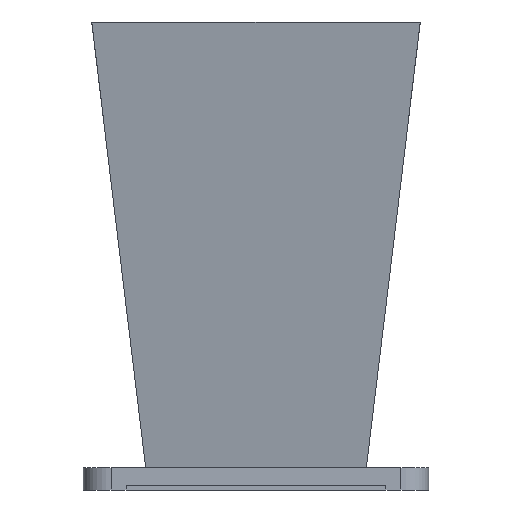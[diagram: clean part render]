
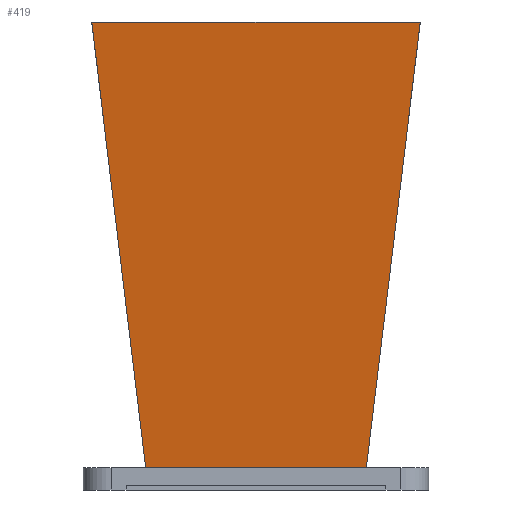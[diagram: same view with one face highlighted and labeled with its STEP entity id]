
A CAD part, front view. The second image highlights one B-rep face of the part: STEP entity #419.
In plain terms, the highlighted planar face has unit normal (0, -0.991, -0.134).
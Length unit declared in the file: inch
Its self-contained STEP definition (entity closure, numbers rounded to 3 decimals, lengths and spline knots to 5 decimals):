
#48 = DIRECTION ( 'NONE',  ( 0., 0.134, -0.991 ) ) ;
#91 = VERTEX_POINT ( 'NONE', #2737 ) ;
#232 = DIRECTION ( 'NONE',  ( 0., 0.991, 0.134 ) ) ;
#240 = CARTESIAN_POINT ( 'NONE',  ( 1.238, -0.6655, 0.25 ) ) ;
#272 = PLANE ( 'NONE',  #688 ) ;
#342 = VERTEX_POINT ( 'NONE', #1113 ) ;
#384 = CARTESIAN_POINT ( 'NONE',  ( 1.238, -0.6655, 0.25 ) ) ;
#419 = ADVANCED_FACE ( 'NONE', ( #961 ), #272, .F. ) ;
#482 = EDGE_CURVE ( 'NONE', #2523, #342, #1611, .T. ) ;
#498 = CARTESIAN_POINT ( 'NONE',  ( 1.238, -0.6655, 0.25 ) ) ;
#556 = ORIENTED_EDGE ( 'NONE', *, *, #1579, .F. ) ;
#573 = EDGE_LOOP ( 'NONE', ( #1560, #2170, #1497, #556 ) ) ;
#624 = CARTESIAN_POINT ( 'NONE',  ( 0.41267, -0.6655, 0.25 ) ) ;
#652 = LINE ( 'NONE', #1778, #2279 ) ;
#688 = AXIS2_PLACEMENT_3D ( 'NONE', #1189, #232, #48 ) ;
#862 = CARTESIAN_POINT ( 'NONE',  ( -0.41267, -0.6655, 0.25 ) ) ;
#902 = LINE ( 'NONE', #240, #2951 ) ;
#961 = FACE_OUTER_BOUND ( 'NONE', #573, .T. ) ;
#1113 = CARTESIAN_POINT ( 'NONE',  ( -1.84191, -1.33879, 5.241 ) ) ;
#1189 = CARTESIAN_POINT ( 'NONE',  ( 0., -0.62048, -0.0837 ) ) ;
#1497 = ORIENTED_EDGE ( 'NONE', *, *, #482, .F. ) ;
#1560 = ORIENTED_EDGE ( 'NONE', *, *, #1903, .T. ) ;
#1579 = EDGE_CURVE ( 'NONE', #2100, #2523, #1690, .T. ) ;
#1611 = LINE ( 'NONE', #2732, #2840 ) ;
#1690 = B_SPLINE_CURVE_WITH_KNOTS ( 'NONE', 3,
 ( #384, #624, #862, #1966 ),
 .UNSPECIFIED., .F., .F.,
 ( 4, 4 ),
 ( 0., 1. ),
 .UNSPECIFIED. ) ;
#1778 = CARTESIAN_POINT ( 'NONE',  ( -1.9375, -1.33879, 5.241 ) ) ;
#1903 = EDGE_CURVE ( 'NONE', #2100, #91, #902, .T. ) ;
#1966 = CARTESIAN_POINT ( 'NONE',  ( -1.238, -0.6655, 0.25 ) ) ;
#2100 = VERTEX_POINT ( 'NONE', #498 ) ;
#2170 = ORIENTED_EDGE ( 'NONE', *, *, #2411, .F. ) ;
#2254 = DIRECTION ( 'NONE',  ( 1., 0., 0. ) ) ;
#2279 = VECTOR ( 'NONE', #2254, 39.37008 ) ;
#2411 = EDGE_CURVE ( 'NONE', #342, #91, #652, .T. ) ;
#2523 = VERTEX_POINT ( 'NONE', #2578 ) ;
#2544 = DIRECTION ( 'NONE',  ( -0.119, -0.133, 0.984 ) ) ;
#2578 = CARTESIAN_POINT ( 'NONE',  ( -1.238, -0.6655, 0.25 ) ) ;
#2732 = CARTESIAN_POINT ( 'NONE',  ( -1.238, -0.6655, 0.25 ) ) ;
#2737 = CARTESIAN_POINT ( 'NONE',  ( 1.84191, -1.33879, 5.241 ) ) ;
#2840 = VECTOR ( 'NONE', #2544, 39.37008 ) ;
#2912 = DIRECTION ( 'NONE',  ( 0.119, -0.133, 0.984 ) ) ;
#2951 = VECTOR ( 'NONE', #2912, 39.37008 ) ;
